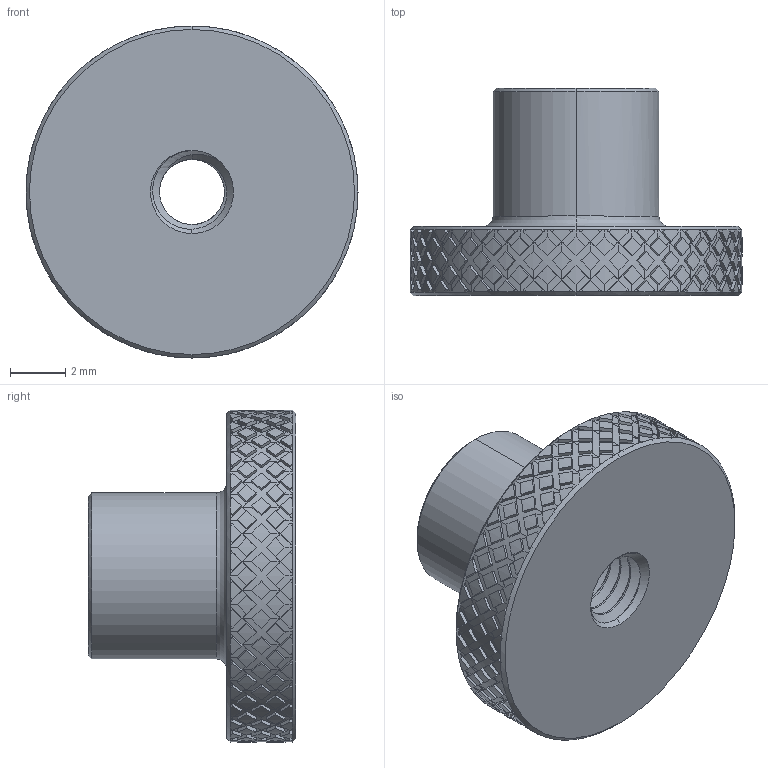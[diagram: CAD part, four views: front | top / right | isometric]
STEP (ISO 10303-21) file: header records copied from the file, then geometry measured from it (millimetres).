
FILE_DESCRIPTION(/* description */ (''),/* implementation_level */ '2;1');
FILE_NAME(/* name */ 'THUMBS~2',/* time_stamp */ '2017-01-20T20:50:23+01:00',/* author */ (''),/* organization */ (''),/* preprocessor_version */ 'ST-DEVELOPER v14',/* originating_system */ '',/* authorisation */ '');
FILE_SCHEMA (('AUTOMOTIVE_DESIGN'));
Length unit declared in the file: millimetre
Products named in the file (1): Document
Bounding box: 12 x 7.5 x 12 mm (x, y, z)
Volume: 375.5 mm3; surface area: 542.4 mm2
Topology: 1 solids, 1 shells, 1379 faces, 3464 edges, 2088 vertices
Faces by surface type: plane 795, bspline 584
Entity records: 46541 total; most frequent: CARTESIAN_POINT 26338, ORIENTED_EDGE 6928, EDGE_CURVE 3464, VERTEX_POINT 2088, EDGE_LOOP 1382, ADVANCED_FACE 1379, FACE_OUTER_BOUND 1379, B_SPLINE_CURVE_WITH_KNOTS 1161
